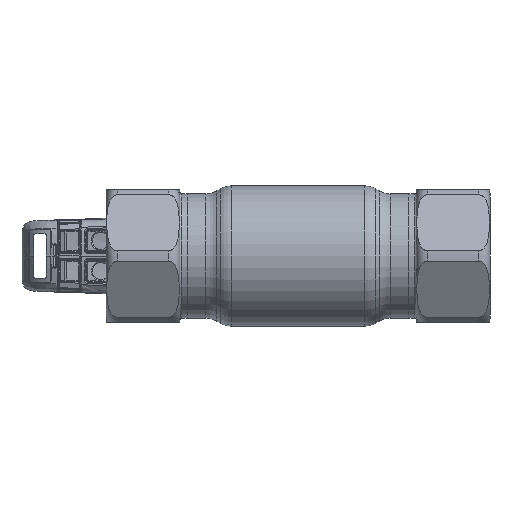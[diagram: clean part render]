
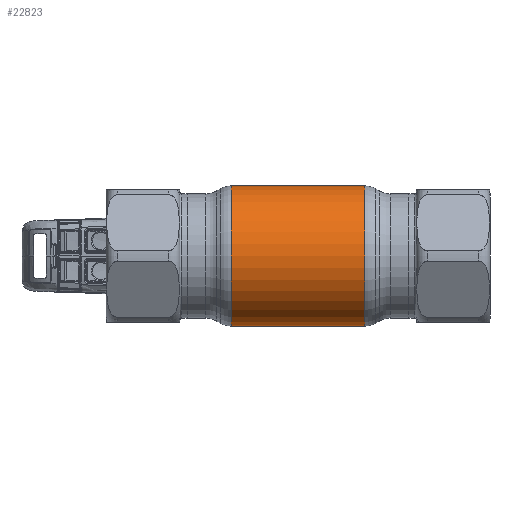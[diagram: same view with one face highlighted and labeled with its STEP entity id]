
A CAD part, front view. The second image highlights one B-rep face of the part: STEP entity #22823.
In plain terms, the highlighted cylindrical face has radius 19 mm (diameter 38 mm), a partial arc.
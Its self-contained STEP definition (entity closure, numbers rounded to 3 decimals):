
#1184 = VERTEX_POINT ( 'NONE', #35019 ) ;
#4007 = CARTESIAN_POINT ( 'NONE',  ( -18.035, 0., 0. ) ) ;
#5870 = CARTESIAN_POINT ( 'NONE',  ( -62.69, 0., 0. ) ) ;
#6468 = ORIENTED_EDGE ( 'NONE', *, *, #42102, .F. ) ;
#6833 = CIRCLE ( 'NONE', #40414, 19. ) ;
#7619 = CARTESIAN_POINT ( 'NONE',  ( -62.69, 0., -19. ) ) ;
#8995 = VERTEX_POINT ( 'NONE', #10403 ) ;
#10403 = CARTESIAN_POINT ( 'NONE',  ( -18.035, 0., 19. ) ) ;
#11947 = EDGE_LOOP ( 'NONE', ( #31165, #51110, #47436, #6468 ) ) ;
#13252 = DIRECTION ( 'NONE',  ( 0., 0., 1. ) ) ;
#15336 = CARTESIAN_POINT ( 'NONE',  ( 18.035, 0., 19. ) ) ;
#17920 = CIRCLE ( 'NONE', #60425, 19. ) ;
#22823 = ADVANCED_FACE ( 'NONE', ( #35659 ), #60610, .T. ) ;
#25686 = EDGE_CURVE ( 'NONE', #37617, #1184, #53952, .T. ) ;
#27540 = DIRECTION ( 'NONE',  ( -1., 0., 0. ) ) ;
#31165 = ORIENTED_EDGE ( 'NONE', *, *, #25686, .F. ) ;
#32647 = CARTESIAN_POINT ( 'NONE',  ( 18.035, 0., -19. ) ) ;
#35019 = CARTESIAN_POINT ( 'NONE',  ( -18.035, 0., -19. ) ) ;
#35659 = FACE_OUTER_BOUND ( 'NONE', #11947, .T. ) ;
#37145 = LINE ( 'NONE', #38798, #43216 ) ;
#37617 = VERTEX_POINT ( 'NONE', #32647 ) ;
#38798 = CARTESIAN_POINT ( 'NONE',  ( -62.69, 0., 19. ) ) ;
#39228 = DIRECTION ( 'NONE',  ( -1., 0., 0. ) ) ;
#40414 = AXIS2_PLACEMENT_3D ( 'NONE', #56938, #27540, #42152 ) ;
#42102 = EDGE_CURVE ( 'NONE', #1184, #8995, #17920, .T. ) ;
#42152 = DIRECTION ( 'NONE',  ( 0., 0., 1. ) ) ;
#42491 = AXIS2_PLACEMENT_3D ( 'NONE', #5870, #58433, #58871 ) ;
#43216 = VECTOR ( 'NONE', #39228, 1000. ) ;
#47436 = ORIENTED_EDGE ( 'NONE', *, *, #54352, .T. ) ;
#51110 = ORIENTED_EDGE ( 'NONE', *, *, #62329, .T. ) ;
#51553 = DIRECTION ( 'NONE',  ( -1., 0., 0. ) ) ;
#53220 = VECTOR ( 'NONE', #51553, 1000. ) ;
#53952 = LINE ( 'NONE', #7619, #53220 ) ;
#54352 = EDGE_CURVE ( 'NONE', #56492, #8995, #37145, .T. ) ;
#56492 = VERTEX_POINT ( 'NONE', #15336 ) ;
#56938 = CARTESIAN_POINT ( 'NONE',  ( 18.035, 0., 0. ) ) ;
#58433 = DIRECTION ( 'NONE',  ( -1., 0., 0. ) ) ;
#58871 = DIRECTION ( 'NONE',  ( 0., 0., 1. ) ) ;
#60425 = AXIS2_PLACEMENT_3D ( 'NONE', #4007, #61623, #13252 ) ;
#60610 = CYLINDRICAL_SURFACE ( 'NONE', #42491, 19. ) ;
#61623 = DIRECTION ( 'NONE',  ( -1., 0., 0. ) ) ;
#62329 = EDGE_CURVE ( 'NONE', #37617, #56492, #6833, .T. ) ;
